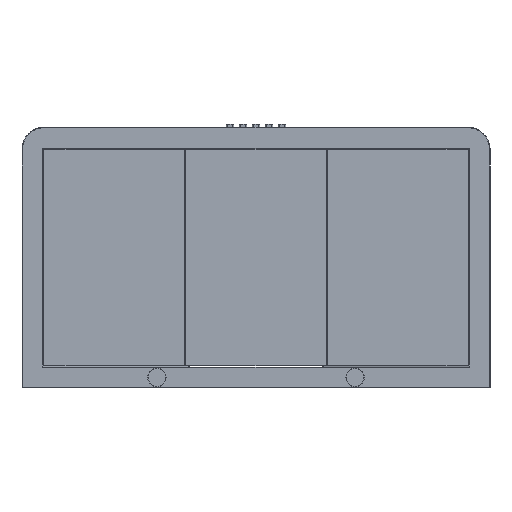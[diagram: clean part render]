
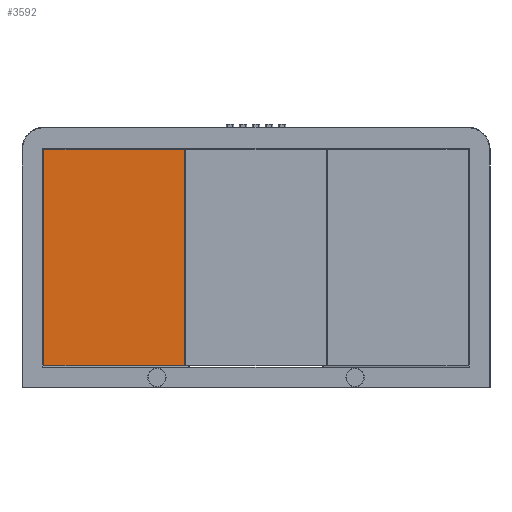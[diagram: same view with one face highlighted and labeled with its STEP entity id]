
A CAD part, front view. The second image highlights one B-rep face of the part: STEP entity #3592.
In plain terms, the highlighted planar face has unit normal (0, -1, 0).
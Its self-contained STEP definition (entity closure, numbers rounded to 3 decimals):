
#3513=DIRECTION('',(1.,0.,0.));
#3514=VECTOR('',#3513,270.);
#3515=CARTESIAN_POINT('',(-407.,0.,208.));
#3516=LINE('',#3515,#3514);
#3517=DIRECTION('',(0.,0.,-1.));
#3518=VECTOR('',#3517,416.);
#3519=CARTESIAN_POINT('',(-137.,0.,208.));
#3520=LINE('',#3519,#3518);
#3521=DIRECTION('',(-1.,0.,0.));
#3522=VECTOR('',#3521,270.);
#3523=CARTESIAN_POINT('',(-137.,0.,-208.));
#3524=LINE('',#3523,#3522);
#3525=DIRECTION('',(0.,0.,1.));
#3526=VECTOR('',#3525,416.);
#3527=CARTESIAN_POINT('',(-407.,0.,-208.));
#3528=LINE('',#3527,#3526);
#3561=CARTESIAN_POINT('',(-407.,0.,208.));
#3562=CARTESIAN_POINT('',(-137.,0.,208.));
#3563=VERTEX_POINT('',#3561);
#3564=VERTEX_POINT('',#3562);
#3565=CARTESIAN_POINT('',(-137.,0.,-208.));
#3566=VERTEX_POINT('',#3565);
#3567=CARTESIAN_POINT('',(-407.,0.,-208.));
#3568=VERTEX_POINT('',#3567);
#3577=CARTESIAN_POINT('',(0.,0.,0.));
#3578=DIRECTION('',(0.,1.,0.));
#3579=DIRECTION('',(1.,0.,0.));
#3580=AXIS2_PLACEMENT_3D('',#3577,#3578,#3579);
#3581=PLANE('',#3580);
#3583=ORIENTED_EDGE('',*,*,#3582,.T.);
#3585=ORIENTED_EDGE('',*,*,#3584,.T.);
#3587=ORIENTED_EDGE('',*,*,#3586,.T.);
#3589=ORIENTED_EDGE('',*,*,#3588,.T.);
#3590=EDGE_LOOP('',(#3583,#3585,#3587,#3589));
#3591=FACE_OUTER_BOUND('',#3590,.F.);
#3592=ADVANCED_FACE('',(#3591),#3581,.F.);
#3582=EDGE_CURVE('',#3563,#3564,#3516,.T.);
#3584=EDGE_CURVE('',#3564,#3566,#3520,.T.);
#3586=EDGE_CURVE('',#3566,#3568,#3524,.T.);
#3588=EDGE_CURVE('',#3568,#3563,#3528,.T.);
